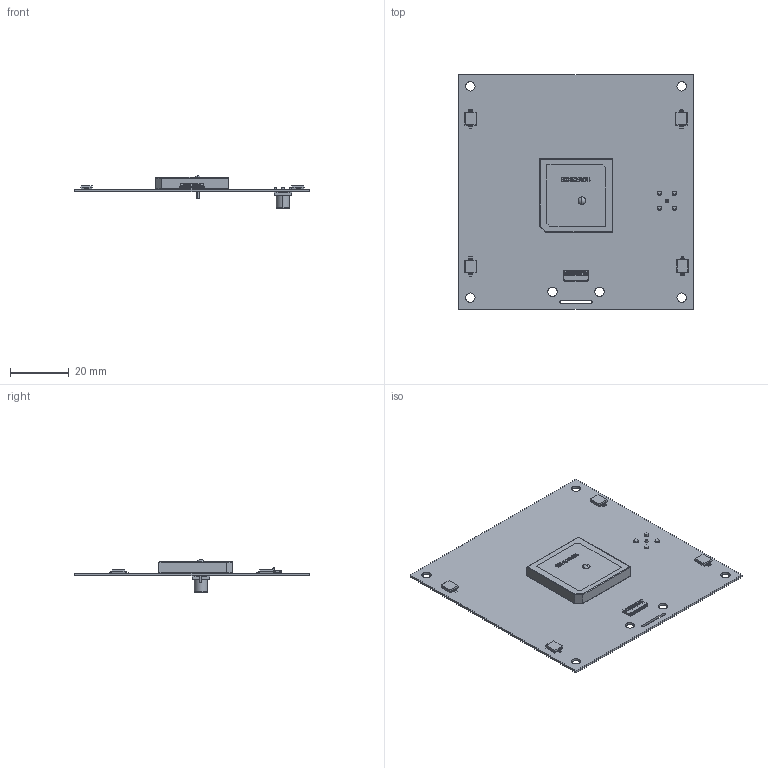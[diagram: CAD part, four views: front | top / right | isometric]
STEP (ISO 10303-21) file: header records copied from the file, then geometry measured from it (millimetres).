
FILE_DESCRIPTION(('FreeCAD Model'),'2;1');
FILE_NAME('z-panel.step', '2018-03-03T18:40:18',('kicad StepUp'),('ksu MCAD'), 'Open CASCADE STEP processor 6.8','FreeCAD','Unknown');
FILE_SCHEMA(('AUTOMOTIVE_DESIGN_CC2 { 1 2 10303 214 -1 1 5 4 }'));
Length unit declared in the file: millimetre
Products named in the file (8): Pcb; APAE1575R2540BBDB1-T_; SFH_2430_; SFH_2430_001; SFH_2430_002; SFH_2430_003; 5034801400_sp_; 733660061_
Bounding box: 80 x 80 x 11.11 mm (x, y, z)
Volume: 7735.4 mm3; surface area: 15295.3 mm2
Topology: 8 solids, 8 shells, 1190 faces, 3195 edges, 2087 vertices
Faces by surface type: plane 960, cylinder 130, bspline 86, cone 8, torus 4, sphere 2
Full cylindrical faces by diameter (mm): 0.95 x1, 1.17 x1, 1.52 x4, 3.18 x6
Entity records: 41934 total; most frequent: CARTESIAN_POINT 11061, ORIENTED_EDGE 6390, DIRECTION 5503, EDGE_CURVE 3195, LINE 2709, VECTOR 2709, VERTEX_POINT 2087, AXIS2_PLACEMENT_3D 1397
